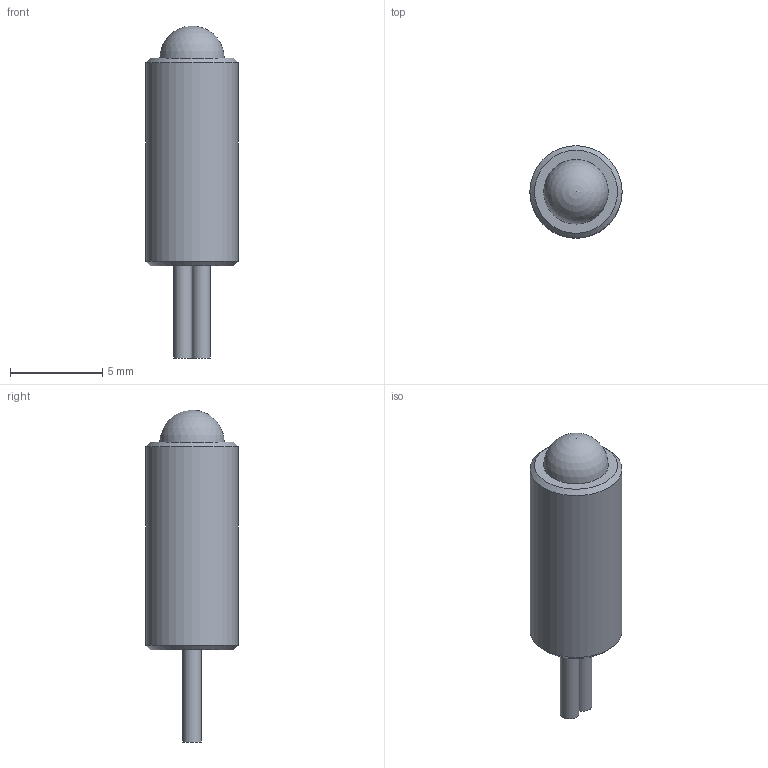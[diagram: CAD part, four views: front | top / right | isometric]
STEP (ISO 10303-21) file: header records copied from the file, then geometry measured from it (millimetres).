
FILE_DESCRIPTION(/* description */ (''),/* implementation_level */ '2;1');
FILE_NAME(/* name */ 'LT208957.stp',/* time_stamp */ '2016-10-06T14:36:26+02:00',/* author */ ('mitarbeiter'),/* organization */ (''),/* preprocessor_version */ 'ST-DEVELOPER v15.2',/* originating_system */ 'Autodesk Inventor 2014',/* authorisation */ '');
FILE_SCHEMA (('AUTOMOTIVE_DESIGN { 1 0 10303 214 3 1 1 }'));
Length unit declared in the file: millimetre
Products named in the file (1): LT208957
Bounding box: 5 x 5 x 18 mm (x, y, z)
Volume: 239 mm3; surface area: 252.3 mm2
Topology: 1 solids, 1 shells, 10 faces, 15 edges, 8 vertices
Faces by surface type: plane 4, cylinder 3, cone 2, sphere 1
Full cylindrical faces by diameter (mm): 1 x2, 5 x1
Entity records: 214 total; most frequent: DIRECTION 41, CARTESIAN_POINT 28, ORIENTED_EDGE 22, AXIS2_PLACEMENT_3D 20, EDGE_LOOP 15, FACE_OUTER_BOUND 10, EDGE_CURVE 10, ADVANCED_FACE 10
